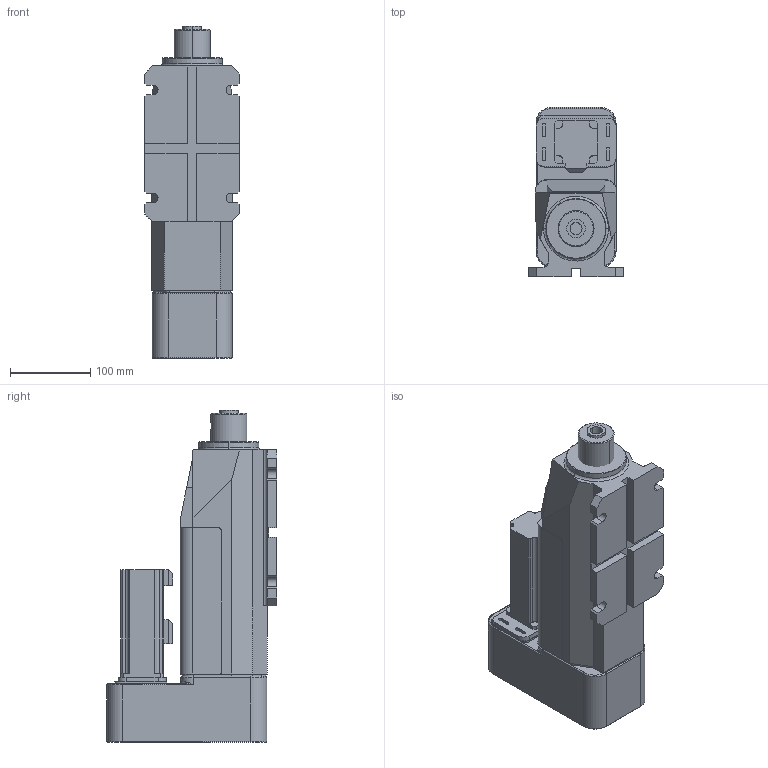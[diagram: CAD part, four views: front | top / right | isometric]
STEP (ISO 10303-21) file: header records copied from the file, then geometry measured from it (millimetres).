
FILE_DESCRIPTION (( 'STEP AP203' ), '1' );
FILE_NAME ('JPU-054外形図.STEP', '2007-05-30T04:51:02', ( '' ), ( '' ), 'SwSTEP 2.0', 'SolidWorks 2006104', '' );
FILE_SCHEMA (( 'CONFIG_CONTROL_DESIGN' ));
Length unit declared in the file: millimetre
Products named in the file (3): JPU-054外形図; 儔儉_棉太倌; JPU-054_蹬怮椔
Assembly tree (2 placements, depth 2):
  JPU-054外形図
    儔儉_棉太倌
    JPU-054_蹬怮椔
Bounding box: 118 x 212.5 x 415 mm (x, y, z)
Volume: 5062219.3 mm3; surface area: 276331.4 mm2
Topology: 2 solids, 2 shells, 259 faces, 684 edges, 438 vertices
Faces by surface type: plane 166, cylinder 73, bspline 12, cone 8
Entity records: 11229 total; most frequent: CARTESIAN_POINT 4496, ORIENTED_EDGE 1364, DIRECTION 1318, EDGE_CURVE 682, VECTOR 502, LINE 502, VERTEX_POINT 438, AXIS2_PLACEMENT_3D 408
